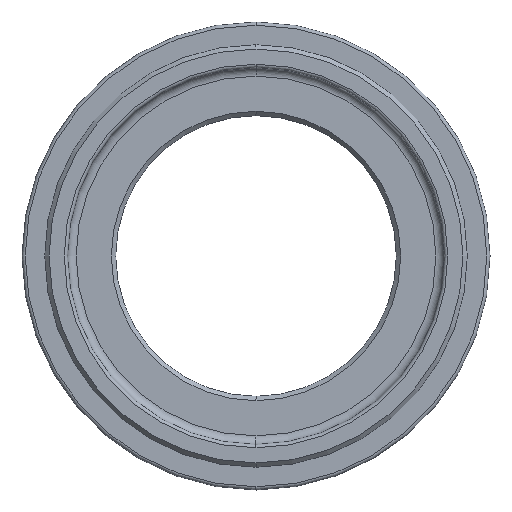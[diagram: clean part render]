
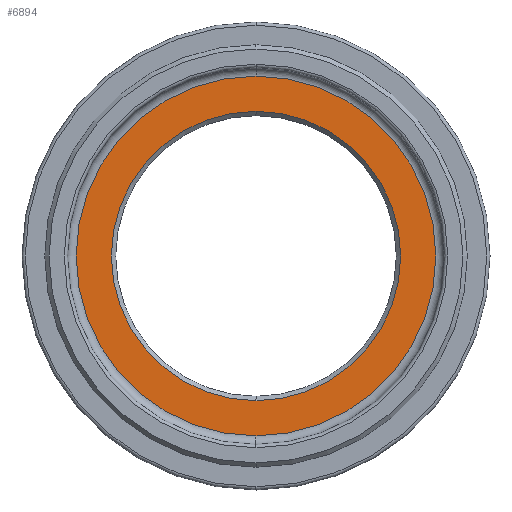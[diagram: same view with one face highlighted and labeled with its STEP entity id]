
A CAD part, left-side view. The second image highlights one B-rep face of the part: STEP entity #6894.
In plain terms, the highlighted planar face has unit normal (-1, 0, 0).
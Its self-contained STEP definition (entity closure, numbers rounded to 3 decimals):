
#901 = CIRCLE ( 'NONE', #12250, 13.35 ) ;
#1474 = DIRECTION ( 'NONE',  ( -1., 0., 0. ) ) ;
#1742 = CARTESIAN_POINT ( 'NONE',  ( -3.3, 0., 16.6 ) ) ;
#1779 = FACE_BOUND ( 'NONE', #5823, .T. ) ;
#2177 = ORIENTED_EDGE ( 'NONE', *, *, #2645, .T. ) ;
#2645 = EDGE_CURVE ( 'NONE', #5468, #10248, #901, .T. ) ;
#2674 = DIRECTION ( 'NONE',  ( 1., 0., 0. ) ) ;
#2972 = ORIENTED_EDGE ( 'NONE', *, *, #9813, .T. ) ;
#3394 = AXIS2_PLACEMENT_3D ( 'NONE', #10405, #8337, #5481 ) ;
#3743 = CIRCLE ( 'NONE', #11833, 16.6 ) ;
#3754 = CARTESIAN_POINT ( 'NONE',  ( -3.3, 0., -13.35 ) ) ;
#5219 = VERTEX_POINT ( 'NONE', #1742 ) ;
#5244 = AXIS2_PLACEMENT_3D ( 'NONE', #6287, #5393, #7416 ) ;
#5365 = DIRECTION ( 'NONE',  ( 0., 0., 1. ) ) ;
#5393 = DIRECTION ( 'NONE',  ( 1., 0., 0. ) ) ;
#5468 = VERTEX_POINT ( 'NONE', #12268 ) ;
#5481 = DIRECTION ( 'NONE',  ( 0., 0., 1. ) ) ;
#5540 = PLANE ( 'NONE',  #3394 ) ;
#5823 = EDGE_LOOP ( 'NONE', ( #2177, #11338 ) ) ;
#6129 = EDGE_CURVE ( 'NONE', #10248, #5468, #11500, .T. ) ;
#6133 = EDGE_CURVE ( 'NONE', #7105, #5219, #8869, .T. ) ;
#6249 = ORIENTED_EDGE ( 'NONE', *, *, #6133, .T. ) ;
#6287 = CARTESIAN_POINT ( 'NONE',  ( -3.3, 0., 0. ) ) ;
#6894 = ADVANCED_FACE ( 'NONE', ( #1779, #12438 ), #5540, .T. ) ;
#7061 = CARTESIAN_POINT ( 'NONE',  ( -3.3, 0., -16.6 ) ) ;
#7105 = VERTEX_POINT ( 'NONE', #7061 ) ;
#7416 = DIRECTION ( 'NONE',  ( 0., 0., 1. ) ) ;
#7495 = CARTESIAN_POINT ( 'NONE',  ( -3.3, 0., 0. ) ) ;
#8307 = CARTESIAN_POINT ( 'NONE',  ( -3.3, 0., 0. ) ) ;
#8337 = DIRECTION ( 'NONE',  ( -1., 0., 0. ) ) ;
#8719 = EDGE_LOOP ( 'NONE', ( #2972, #6249 ) ) ;
#8869 = CIRCLE ( 'NONE', #10277, 16.6 ) ;
#9813 = EDGE_CURVE ( 'NONE', #5219, #7105, #3743, .T. ) ;
#10248 = VERTEX_POINT ( 'NONE', #3754 ) ;
#10277 = AXIS2_PLACEMENT_3D ( 'NONE', #8307, #12165, #11202 ) ;
#10405 = CARTESIAN_POINT ( 'NONE',  ( -3.3, 12.95, 0. ) ) ;
#11202 = DIRECTION ( 'NONE',  ( 0., 0., 1. ) ) ;
#11221 = DIRECTION ( 'NONE',  ( 0., 0., 1. ) ) ;
#11338 = ORIENTED_EDGE ( 'NONE', *, *, #6129, .T. ) ;
#11500 = CIRCLE ( 'NONE', #5244, 13.35 ) ;
#11833 = AXIS2_PLACEMENT_3D ( 'NONE', #11947, #1474, #5365 ) ;
#11947 = CARTESIAN_POINT ( 'NONE',  ( -3.3, 0., 0. ) ) ;
#12165 = DIRECTION ( 'NONE',  ( -1., 0., 0. ) ) ;
#12250 = AXIS2_PLACEMENT_3D ( 'NONE', #7495, #2674, #11221 ) ;
#12268 = CARTESIAN_POINT ( 'NONE',  ( -3.3, 0., 13.35 ) ) ;
#12438 = FACE_OUTER_BOUND ( 'NONE', #8719, .T. ) ;
